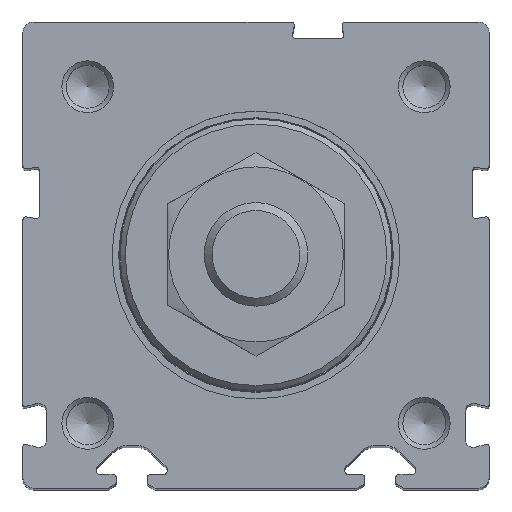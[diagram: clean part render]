
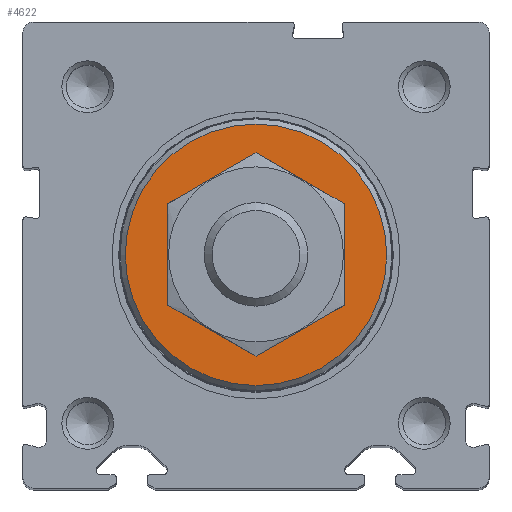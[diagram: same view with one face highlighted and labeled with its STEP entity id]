
A CAD part, top view. The second image highlights one B-rep face of the part: STEP entity #4622.
In plain terms, the highlighted planar face has unit normal (0, 0, 1).
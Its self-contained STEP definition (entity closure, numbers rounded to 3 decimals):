
#481=CIRCLE('',#5160,6.4);
#482=CIRCLE('',#5162,12.625);
#1258=ORIENTED_EDGE('',*,*,#2185,.F.);
#1259=ORIENTED_EDGE('',*,*,#2184,.T.);
#2184=EDGE_CURVE('',#2730,#2730,#481,.T.);
#2185=EDGE_CURVE('',#2731,#2731,#482,.T.);
#2730=VERTEX_POINT('',#7647);
#2731=VERTEX_POINT('',#7650);
#3711=EDGE_LOOP('',(#1258));
#3712=EDGE_LOOP('',(#1259));
#4144=FACE_BOUND('',#3711,.T.);
#4145=FACE_BOUND('',#3712,.T.);
#4406=PLANE('',#5161);
#4622=ADVANCED_FACE('',(#4144,#4145),#4406,.F.);
#5160=AXIS2_PLACEMENT_3D('',#7646,#6232,#6233);
#5161=AXIS2_PLACEMENT_3D('',#7648,#6234,#6235);
#5162=AXIS2_PLACEMENT_3D('',#7649,#6236,#6237);
#6232=DIRECTION('',(0.,0.,-1.));
#6233=DIRECTION('',(-1.,0.,0.));
#6234=DIRECTION('',(0.,0.,-1.));
#6235=DIRECTION('',(-1.,0.,0.));
#6236=DIRECTION('',(0.,0.,-1.));
#6237=DIRECTION('',(-1.,0.,0.));
#7646=CARTESIAN_POINT('',(0.,0.,0.));
#7647=CARTESIAN_POINT('',(-6.4,0.,0.));
#7648=CARTESIAN_POINT('',(0.,6.4,0.));
#7649=CARTESIAN_POINT('',(0.,0.,0.));
#7650=CARTESIAN_POINT('',(-12.625,0.,0.));
